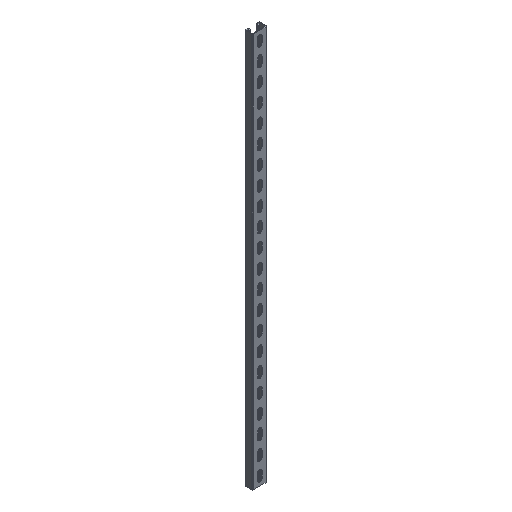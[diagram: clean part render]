
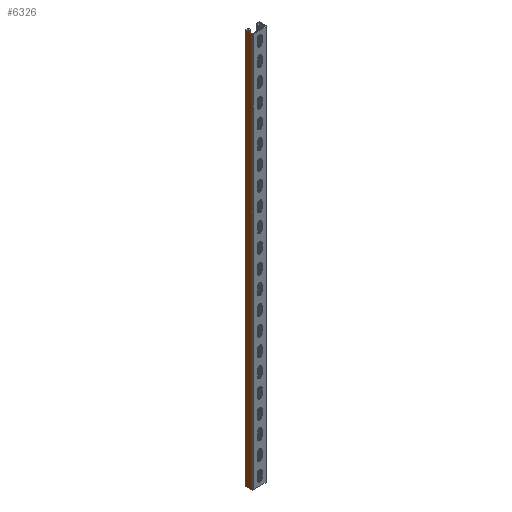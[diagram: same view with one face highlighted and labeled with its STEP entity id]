
A CAD part, isometric view. The second image highlights one B-rep face of the part: STEP entity #6326.
In plain terms, the highlighted planar face has unit normal (-1, 0, 0).
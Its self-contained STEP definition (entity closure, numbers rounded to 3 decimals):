
#1435 = LINE ( 'NONE', #19847, #17174 ) ;
#2226 = DIRECTION ( 'NONE',  ( 0., 0., 1. ) ) ;
#4146 = VERTEX_POINT ( 'NONE', #40421 ) ;
#5350 = LINE ( 'NONE', #22635, #33312 ) ;
#5540 = EDGE_CURVE ( 'NONE', #38204, #4146, #1435, .T. ) ;
#5627 = DIRECTION ( 'NONE',  ( 0., 0., 1. ) ) ;
#5880 = ORIENTED_EDGE ( 'NONE', *, *, #29569, .T. ) ;
#6326 = ADVANCED_FACE ( 'NONE', ( #48964 ), #34420, .F. ) ;
#11005 = VECTOR ( 'NONE', #2226, 1000. ) ;
#11593 = DIRECTION ( 'NONE',  ( 0., 1., 0. ) ) ;
#14986 = VERTEX_POINT ( 'NONE', #26216 ) ;
#17174 = VECTOR ( 'NONE', #11593, 1000. ) ;
#19020 = CARTESIAN_POINT ( 'NONE',  ( -20.5, 3., -550. ) ) ;
#19420 = EDGE_LOOP ( 'NONE', ( #54018, #45267, #34892, #5880 ) ) ;
#19847 = CARTESIAN_POINT ( 'NONE',  ( -20.5, 0., 0. ) ) ;
#20703 = AXIS2_PLACEMENT_3D ( 'NONE', #47222, #25448, #26017 ) ;
#21058 = CARTESIAN_POINT ( 'NONE',  ( -20.5, 18., -1100. ) ) ;
#21203 = CARTESIAN_POINT ( 'NONE',  ( -20.5, 3., 0. ) ) ;
#21892 = LINE ( 'NONE', #19020, #11005 ) ;
#22635 = CARTESIAN_POINT ( 'NONE',  ( -20.5, 18., -550. ) ) ;
#23214 = LINE ( 'NONE', #26498, #34105 ) ;
#25448 = DIRECTION ( 'NONE',  ( 1., 0., 0. ) ) ;
#25947 = VERTEX_POINT ( 'NONE', #21058 ) ;
#26017 = DIRECTION ( 'NONE',  ( 0., 0., -1. ) ) ;
#26216 = CARTESIAN_POINT ( 'NONE',  ( -20.5, 3., -1100. ) ) ;
#26498 = CARTESIAN_POINT ( 'NONE',  ( -20.5, 0., -1100. ) ) ;
#29569 = EDGE_CURVE ( 'NONE', #14986, #38204, #21892, .T. ) ;
#30514 = DIRECTION ( 'NONE',  ( 0., 1., 0. ) ) ;
#31339 = EDGE_CURVE ( 'NONE', #25947, #4146, #5350, .T. ) ;
#33312 = VECTOR ( 'NONE', #5627, 1000. ) ;
#34105 = VECTOR ( 'NONE', #30514, 1000. ) ;
#34420 = PLANE ( 'NONE',  #20703 ) ;
#34892 = ORIENTED_EDGE ( 'NONE', *, *, #38353, .F. ) ;
#38204 = VERTEX_POINT ( 'NONE', #21203 ) ;
#38353 = EDGE_CURVE ( 'NONE', #14986, #25947, #23214, .T. ) ;
#40421 = CARTESIAN_POINT ( 'NONE',  ( -20.5, 18., 0. ) ) ;
#45267 = ORIENTED_EDGE ( 'NONE', *, *, #31339, .F. ) ;
#47222 = CARTESIAN_POINT ( 'NONE',  ( -20.5, 0., -550. ) ) ;
#48964 = FACE_OUTER_BOUND ( 'NONE', #19420, .T. ) ;
#54018 = ORIENTED_EDGE ( 'NONE', *, *, #5540, .T. ) ;
